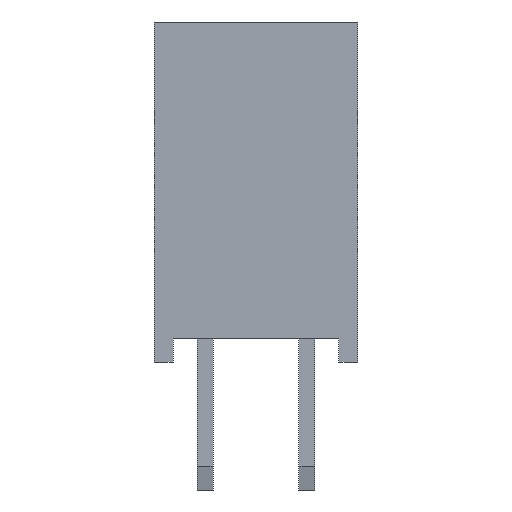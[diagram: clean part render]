
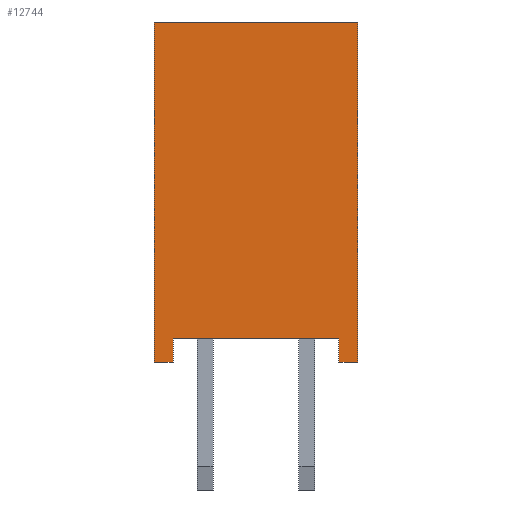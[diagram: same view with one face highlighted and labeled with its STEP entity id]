
A CAD part, left-side view. The second image highlights one B-rep face of the part: STEP entity #12744.
In plain terms, the highlighted planar face has unit normal (-1, 0, 0).
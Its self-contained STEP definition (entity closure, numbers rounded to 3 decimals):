
#505 = ORIENTED_EDGE ( 'NONE', *, *, #12620, .F. ) ;
#531 = VECTOR ( 'NONE', #9451, 1000. ) ;
#543 = DIRECTION ( 'NONE',  ( 0., 0., -1. ) ) ;
#927 = LINE ( 'NONE', #15916, #9363 ) ;
#1202 = VECTOR ( 'NONE', #5470, 1000. ) ;
#1221 = LINE ( 'NONE', #8540, #8646 ) ;
#1666 = CARTESIAN_POINT ( 'NONE',  ( -1.27, 2.54, 0. ) ) ;
#1712 = LINE ( 'NONE', #6707, #1202 ) ;
#1815 = CARTESIAN_POINT ( 'NONE',  ( -1.27, -2.54, 8.5 ) ) ;
#1923 = ORIENTED_EDGE ( 'NONE', *, *, #15664, .T. ) ;
#2241 = VERTEX_POINT ( 'NONE', #11400 ) ;
#2558 = VERTEX_POINT ( 'NONE', #4981 ) ;
#2790 = PLANE ( 'NONE',  #12740 ) ;
#2831 = CARTESIAN_POINT ( 'NONE',  ( -1.27, 2.54, 8.5 ) ) ;
#3023 = VECTOR ( 'NONE', #3541, 1000. ) ;
#3168 = VERTEX_POINT ( 'NONE', #5871 ) ;
#3500 = ORIENTED_EDGE ( 'NONE', *, *, #4481, .F. ) ;
#3541 = DIRECTION ( 'NONE',  ( 0., 0., 1. ) ) ;
#3672 = EDGE_CURVE ( 'NONE', #2241, #2558, #1221, .T. ) ;
#3742 = DIRECTION ( 'NONE',  ( 0., -1., 0. ) ) ;
#4263 = CARTESIAN_POINT ( 'NONE',  ( -1.27, -2.07, 0.6 ) ) ;
#4278 = CARTESIAN_POINT ( 'NONE',  ( -1.27, 2.07, 0.6 ) ) ;
#4299 = CARTESIAN_POINT ( 'NONE',  ( -1.27, -2.54, 0. ) ) ;
#4481 = EDGE_CURVE ( 'NONE', #2558, #13679, #12627, .T. ) ;
#4981 = CARTESIAN_POINT ( 'NONE',  ( -1.27, -2.54, 8.5 ) ) ;
#5159 = FACE_OUTER_BOUND ( 'NONE', #16001, .T. ) ;
#5470 = DIRECTION ( 'NONE',  ( 0., -1., 0. ) ) ;
#5871 = CARTESIAN_POINT ( 'NONE',  ( -1.27, -2.07, 0. ) ) ;
#5882 = VECTOR ( 'NONE', #543, 1000. ) ;
#6348 = VERTEX_POINT ( 'NONE', #15455 ) ;
#6603 = ORIENTED_EDGE ( 'NONE', *, *, #10179, .F. ) ;
#6707 = CARTESIAN_POINT ( 'NONE',  ( -1.27, 2.54, 0. ) ) ;
#6865 = ORIENTED_EDGE ( 'NONE', *, *, #8275, .T. ) ;
#7545 = VECTOR ( 'NONE', #11218, 1000. ) ;
#8275 = EDGE_CURVE ( 'NONE', #3168, #13679, #10449, .T. ) ;
#8331 = VERTEX_POINT ( 'NONE', #4263 ) ;
#8540 = CARTESIAN_POINT ( 'NONE',  ( -1.27, 2.54, 8.5 ) ) ;
#8646 = VECTOR ( 'NONE', #3742, 1000. ) ;
#8914 = ORIENTED_EDGE ( 'NONE', *, *, #9827, .F. ) ;
#9363 = VECTOR ( 'NONE', #11182, 1000. ) ;
#9409 = LINE ( 'NONE', #4278, #5882 ) ;
#9451 = DIRECTION ( 'NONE',  ( 0., 0., -1. ) ) ;
#9481 = EDGE_CURVE ( 'NONE', #9921, #9654, #1712, .T. ) ;
#9654 = VERTEX_POINT ( 'NONE', #13509 ) ;
#9827 = EDGE_CURVE ( 'NONE', #6348, #9654, #9409, .T. ) ;
#9921 = VERTEX_POINT ( 'NONE', #12414 ) ;
#10179 = EDGE_CURVE ( 'NONE', #3168, #8331, #14864, .T. ) ;
#10275 = DIRECTION ( 'NONE',  ( 0., -1., 0. ) ) ;
#10449 = LINE ( 'NONE', #1666, #14212 ) ;
#10747 = DIRECTION ( 'NONE',  ( 0., 0., -1. ) ) ;
#11182 = DIRECTION ( 'NONE',  ( 0., 1., 0. ) ) ;
#11218 = DIRECTION ( 'NONE',  ( 0., 0., -1. ) ) ;
#11400 = CARTESIAN_POINT ( 'NONE',  ( -1.27, 2.54, 8.5 ) ) ;
#11885 = DIRECTION ( 'NONE',  ( 1., 0., 0. ) ) ;
#11968 = CARTESIAN_POINT ( 'NONE',  ( -1.27, 2.54, 8.5 ) ) ;
#12077 = CARTESIAN_POINT ( 'NONE',  ( -1.27, -2.07, 0.6 ) ) ;
#12414 = CARTESIAN_POINT ( 'NONE',  ( -1.27, 2.54, 0. ) ) ;
#12620 = EDGE_CURVE ( 'NONE', #8331, #6348, #927, .T. ) ;
#12627 = LINE ( 'NONE', #1815, #531 ) ;
#12740 = AXIS2_PLACEMENT_3D ( 'NONE', #11968, #11885, #10747 ) ;
#12744 = ADVANCED_FACE ( 'NONE', ( #5159 ), #2790, .F. ) ;
#12857 = ORIENTED_EDGE ( 'NONE', *, *, #9481, .T. ) ;
#13509 = CARTESIAN_POINT ( 'NONE',  ( -1.27, 2.07, 0. ) ) ;
#13679 = VERTEX_POINT ( 'NONE', #4299 ) ;
#14070 = LINE ( 'NONE', #2831, #7545 ) ;
#14212 = VECTOR ( 'NONE', #10275, 1000. ) ;
#14864 = LINE ( 'NONE', #12077, #3023 ) ;
#15455 = CARTESIAN_POINT ( 'NONE',  ( -1.27, 2.07, 0.6 ) ) ;
#15664 = EDGE_CURVE ( 'NONE', #2241, #9921, #14070, .T. ) ;
#15916 = CARTESIAN_POINT ( 'NONE',  ( -1.27, 0.47, 0.6 ) ) ;
#16001 = EDGE_LOOP ( 'NONE', ( #505, #6603, #6865, #3500, #16209, #1923, #12857, #8914 ) ) ;
#16209 = ORIENTED_EDGE ( 'NONE', *, *, #3672, .F. ) ;
